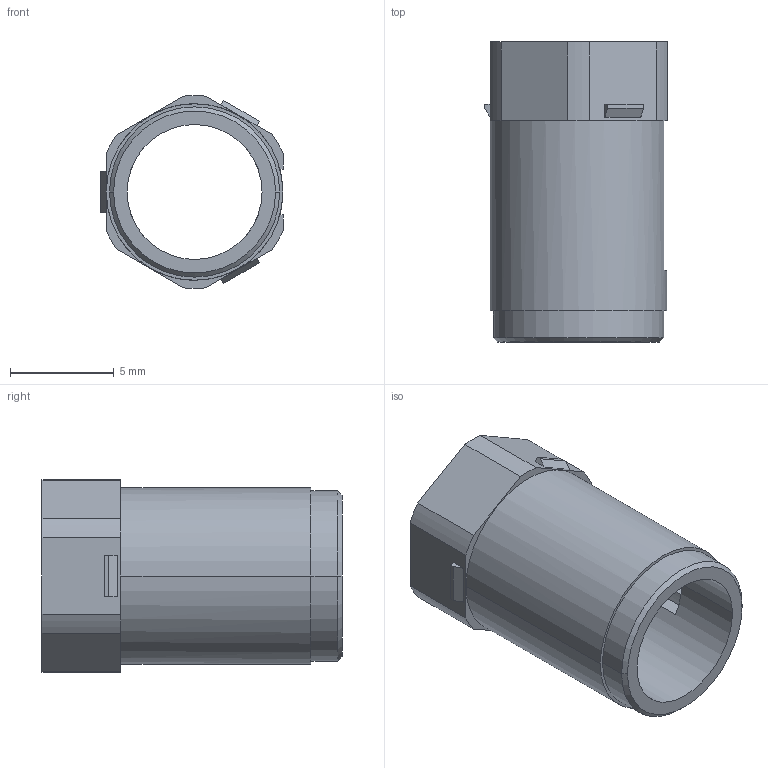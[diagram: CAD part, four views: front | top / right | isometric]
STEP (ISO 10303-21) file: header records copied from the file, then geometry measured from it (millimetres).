
FILE_DESCRIPTION((''),'2;1');
FILE_NAME('00611420001','2019-09-26T',('presta_be4'),(''),'PRO/ENGINEER BY PARAMETRIC TECHNOLOGY CORPORATION, 2014310','PRO/ENGINEER BY PARAMETRIC TECHNOLOGY CORPORATION, 2014310','');
FILE_SCHEMA(('CONFIG_CONTROL_DESIGN'));
Length unit declared in the file: millimetre
Products named in the file (1): 00611420001
Bounding box: 8.78 x 14.45 x 9.29 mm (x, y, z)
Volume: 323.1 mm3; surface area: 719.6 mm2
Topology: 1 solids, 1 shells, 47 faces, 124 edges, 82 vertices
Faces by surface type: plane 31, cylinder 14, cone 2
Entity records: 1498 total; most frequent: CARTESIAN_POINT 253, DIRECTION 252, ORIENTED_EDGE 248, EDGE_CURVE 124, VECTOR 90, LINE 90, VERTEX_POINT 82, AXIS2_PLACEMENT_3D 81
